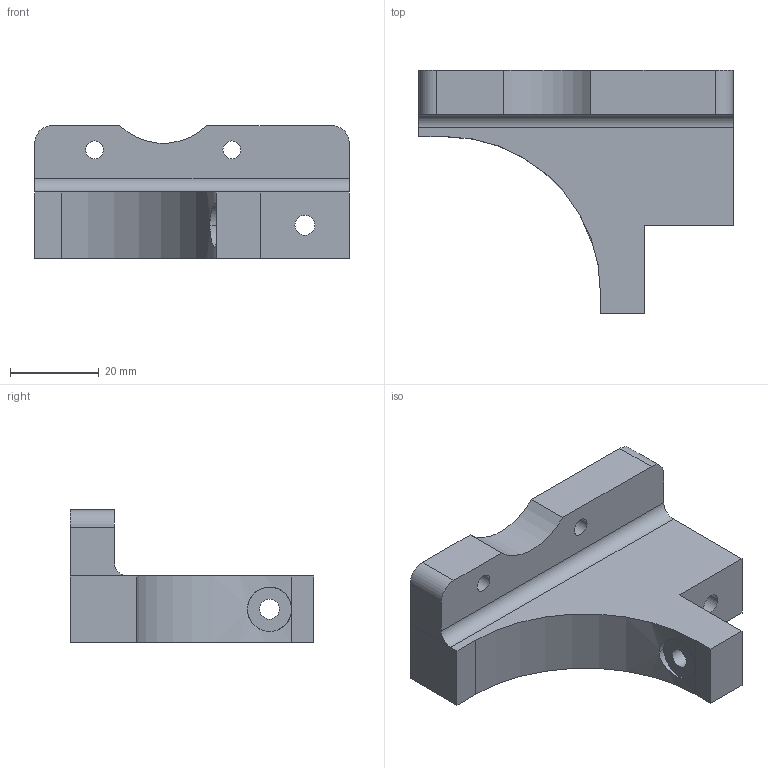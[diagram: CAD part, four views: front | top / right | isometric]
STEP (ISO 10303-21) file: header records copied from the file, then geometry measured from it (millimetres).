
FILE_DESCRIPTION(('FreeCAD Model'),'2;1');
FILE_NAME('Z-motor-mount-mirrored.step', '2014-11-12T21:43:58',('FreeCAD'),('FreeCAD'), 'Open CASCADE STEP processor 6.6','FreeCAD','Unknown');
FILE_SCHEMA(('AUTOMOTIVE_DESIGN_CC2 { 1 2 10303 214 -1 1 5 4 }'));
Length unit declared in the file: millimetre
Products named in the file (1): Open CASCADE STEP translator 6.6 70
Bounding box: 71 x 55 x 30 mm (x, y, z)
Volume: 40715.3 mm3; surface area: 10933.6 mm2
Topology: 1 solids, 1 shells, 32 faces, 84 edges, 57 vertices
Faces by surface type: plane 19, cylinder 13
Full cylindrical faces by diameter (mm): 4.04 x2, 4.5 x2, 8 x2
Entity records: 2366 total; most frequent: CARTESIAN_POINT 636, DIRECTION 330, LINE 186, VECTOR 186, ORIENTED_EDGE 168, PCURVE 168, DEFINITIONAL_REPRESENTATION 168, EDGE_CURVE 84
